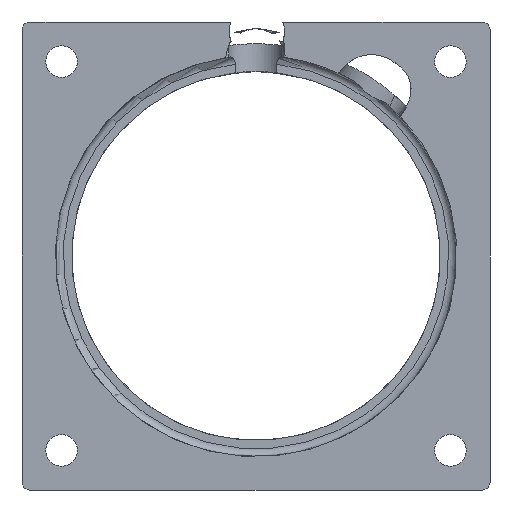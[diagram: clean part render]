
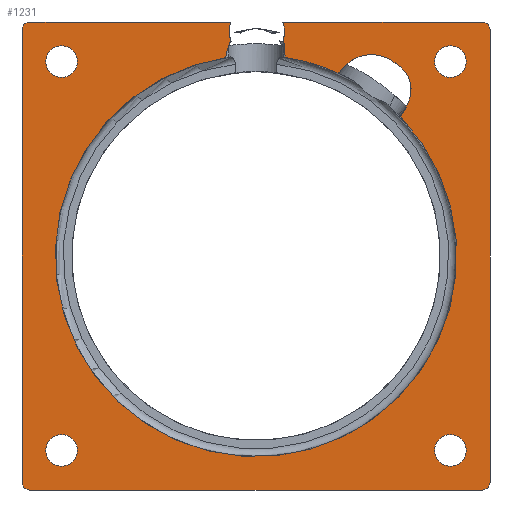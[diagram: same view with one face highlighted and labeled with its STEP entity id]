
A CAD part, front view. The second image highlights one B-rep face of the part: STEP entity #1231.
In plain terms, the highlighted planar face has unit normal (0, -1, 0).
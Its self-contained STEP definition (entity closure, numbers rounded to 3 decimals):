
#27=FACE_BOUND('',#254,.T.);
#28=FACE_BOUND('',#255,.T.);
#29=FACE_BOUND('',#256,.T.);
#30=FACE_BOUND('',#257,.T.);
#46=LINE('',#2116,#97);
#47=LINE('',#2120,#98);
#48=LINE('',#2124,#99);
#49=LINE('',#2128,#100);
#50=LINE('',#2131,#101);
#97=VECTOR('',#1534,10.);
#98=VECTOR('',#1537,10.);
#99=VECTOR('',#1540,10.);
#100=VECTOR('',#1543,10.);
#101=VECTOR('',#1546,10.);
#152=PLANE('',#1342);
#180=FACE_OUTER_BOUND('',#253,.T.);
#253=EDGE_LOOP('',(#869,#870,#871,#872,#873,#874,#875,#876,#877,#878,#879,
#880,#881,#882,#883,#884,#885,#886,#887,#888));
#254=EDGE_LOOP('',(#889));
#255=EDGE_LOOP('',(#890));
#256=EDGE_LOOP('',(#891));
#257=EDGE_LOOP('',(#892));
#322=ELLIPSE('',#1309,4.359,3.5);
#326=ELLIPSE('',#1318,4.359,3.5);
#328=ELLIPSE('',#1336,3.583,3.5);
#329=ELLIPSE('',#1338,3.583,3.5);
#345=CIRCLE('',#1330,3.75);
#346=CIRCLE('',#1332,3.75);
#350=CIRCLE('',#1343,1.);
#351=CIRCLE('',#1344,1.);
#352=CIRCLE('',#1345,1.);
#353=CIRCLE('',#1346,1.);
#354=CIRCLE('',#1347,25.3);
#355=CIRCLE('',#1348,4.75);
#356=CIRCLE('',#1349,3.75);
#357=CIRCLE('',#1350,4.75);
#358=CIRCLE('',#1351,25.3);
#359=CIRCLE('',#1352,2.);
#360=CIRCLE('',#1353,2.);
#361=CIRCLE('',#1354,2.);
#362=CIRCLE('',#1355,2.);
#469=VERTEX_POINT('',#1806);
#473=VERTEX_POINT('',#1828);
#480=VERTEX_POINT('',#1872);
#481=VERTEX_POINT('',#1881);
#502=VERTEX_POINT('',#2013);
#503=VERTEX_POINT('',#2017);
#508=VERTEX_POINT('',#2044);
#509=VERTEX_POINT('',#2048);
#513=VERTEX_POINT('',#2115);
#514=VERTEX_POINT('',#2117);
#515=VERTEX_POINT('',#2119);
#516=VERTEX_POINT('',#2121);
#517=VERTEX_POINT('',#2123);
#518=VERTEX_POINT('',#2125);
#519=VERTEX_POINT('',#2127);
#520=VERTEX_POINT('',#2129);
#521=VERTEX_POINT('',#2132);
#522=VERTEX_POINT('',#2134);
#523=VERTEX_POINT('',#2136);
#524=VERTEX_POINT('',#2138);
#525=VERTEX_POINT('',#2141);
#526=VERTEX_POINT('',#2143);
#527=VERTEX_POINT('',#2145);
#528=VERTEX_POINT('',#2147);
#598=EDGE_CURVE('',#469,#473,#322,.T.);
#608=EDGE_CURVE('',#481,#480,#326,.T.);
#633=EDGE_CURVE('',#473,#502,#345,.T.);
#634=EDGE_CURVE('',#503,#481,#346,.T.);
#641=EDGE_CURVE('',#480,#508,#328,.T.);
#642=EDGE_CURVE('',#509,#469,#329,.T.);
#649=EDGE_CURVE('',#513,#508,#46,.T.);
#650=EDGE_CURVE('',#514,#513,#350,.T.);
#651=EDGE_CURVE('',#515,#514,#47,.T.);
#652=EDGE_CURVE('',#516,#515,#351,.T.);
#653=EDGE_CURVE('',#517,#516,#48,.T.);
#654=EDGE_CURVE('',#518,#517,#352,.T.);
#655=EDGE_CURVE('',#519,#518,#49,.T.);
#656=EDGE_CURVE('',#520,#519,#353,.T.);
#657=EDGE_CURVE('',#509,#520,#50,.T.);
#658=EDGE_CURVE('',#502,#521,#354,.T.);
#659=EDGE_CURVE('',#521,#522,#355,.T.);
#660=EDGE_CURVE('',#522,#523,#356,.T.);
#661=EDGE_CURVE('',#523,#524,#357,.T.);
#662=EDGE_CURVE('',#524,#503,#358,.T.);
#663=EDGE_CURVE('',#525,#525,#359,.T.);
#664=EDGE_CURVE('',#526,#526,#360,.T.);
#665=EDGE_CURVE('',#527,#527,#361,.T.);
#666=EDGE_CURVE('',#528,#528,#362,.T.);
#869=ORIENTED_EDGE('',*,*,#608,.T.);
#870=ORIENTED_EDGE('',*,*,#641,.T.);
#871=ORIENTED_EDGE('',*,*,#649,.F.);
#872=ORIENTED_EDGE('',*,*,#650,.F.);
#873=ORIENTED_EDGE('',*,*,#651,.F.);
#874=ORIENTED_EDGE('',*,*,#652,.F.);
#875=ORIENTED_EDGE('',*,*,#653,.F.);
#876=ORIENTED_EDGE('',*,*,#654,.F.);
#877=ORIENTED_EDGE('',*,*,#655,.F.);
#878=ORIENTED_EDGE('',*,*,#656,.F.);
#879=ORIENTED_EDGE('',*,*,#657,.F.);
#880=ORIENTED_EDGE('',*,*,#642,.T.);
#881=ORIENTED_EDGE('',*,*,#598,.T.);
#882=ORIENTED_EDGE('',*,*,#633,.T.);
#883=ORIENTED_EDGE('',*,*,#658,.T.);
#884=ORIENTED_EDGE('',*,*,#659,.T.);
#885=ORIENTED_EDGE('',*,*,#660,.T.);
#886=ORIENTED_EDGE('',*,*,#661,.T.);
#887=ORIENTED_EDGE('',*,*,#662,.T.);
#888=ORIENTED_EDGE('',*,*,#634,.T.);
#889=ORIENTED_EDGE('',*,*,#663,.T.);
#890=ORIENTED_EDGE('',*,*,#664,.T.);
#891=ORIENTED_EDGE('',*,*,#665,.T.);
#892=ORIENTED_EDGE('',*,*,#666,.T.);
#1231=ADVANCED_FACE('',(#180,#27,#28,#29,#30),#152,.F.);
#1309=AXIS2_PLACEMENT_3D('',#1837,#1462,#1463);
#1318=AXIS2_PLACEMENT_3D('',#1882,#1480,#1481);
#1330=AXIS2_PLACEMENT_3D('',#2015,#1506,#1507);
#1332=AXIS2_PLACEMENT_3D('',#2018,#1510,#1511);
#1336=AXIS2_PLACEMENT_3D('',#2046,#1520,#1521);
#1338=AXIS2_PLACEMENT_3D('',#2049,#1524,#1525);
#1342=AXIS2_PLACEMENT_3D('',#2114,#1532,#1533);
#1343=AXIS2_PLACEMENT_3D('',#2118,#1535,#1536);
#1344=AXIS2_PLACEMENT_3D('',#2122,#1538,#1539);
#1345=AXIS2_PLACEMENT_3D('',#2126,#1541,#1542);
#1346=AXIS2_PLACEMENT_3D('',#2130,#1544,#1545);
#1347=AXIS2_PLACEMENT_3D('',#2133,#1547,#1548);
#1348=AXIS2_PLACEMENT_3D('',#2135,#1549,#1550);
#1349=AXIS2_PLACEMENT_3D('',#2137,#1551,#1552);
#1350=AXIS2_PLACEMENT_3D('',#2139,#1553,#1554);
#1351=AXIS2_PLACEMENT_3D('',#2140,#1555,#1556);
#1352=AXIS2_PLACEMENT_3D('',#2142,#1557,#1558);
#1353=AXIS2_PLACEMENT_3D('',#2144,#1559,#1560);
#1354=AXIS2_PLACEMENT_3D('',#2146,#1561,#1562);
#1355=AXIS2_PLACEMENT_3D('',#2148,#1563,#1564);
#1462=DIRECTION('center_axis',(0.,1.,0.));
#1463=DIRECTION('ref_axis',(0.005,0.,1.));
#1480=DIRECTION('center_axis',(0.,1.,0.));
#1481=DIRECTION('ref_axis',(0.005,0.,1.));
#1506=DIRECTION('center_axis',(0.,1.,0.));
#1507=DIRECTION('ref_axis',(0.,0.,-1.));
#1510=DIRECTION('center_axis',(0.,1.,0.));
#1511=DIRECTION('ref_axis',(0.,0.,-1.));
#1520=DIRECTION('center_axis',(0.,1.,0.));
#1521=DIRECTION('ref_axis',(0.004,0.,1.));
#1524=DIRECTION('center_axis',(0.,1.,0.));
#1525=DIRECTION('ref_axis',(0.004,0.,1.));
#1532=DIRECTION('center_axis',(0.,1.,0.));
#1533=DIRECTION('ref_axis',(1.,0.,0.));
#1534=DIRECTION('',(1.,0.,0.));
#1535=DIRECTION('center_axis',(0.,1.,0.));
#1536=DIRECTION('ref_axis',(-0.707,0.,0.707));
#1537=DIRECTION('',(0.,0.,1.));
#1538=DIRECTION('center_axis',(0.,1.,0.));
#1539=DIRECTION('ref_axis',(-0.707,0.,-0.707));
#1540=DIRECTION('',(-1.,0.,0.));
#1541=DIRECTION('center_axis',(0.,1.,0.));
#1542=DIRECTION('ref_axis',(0.707,0.,-0.707));
#1543=DIRECTION('',(0.,0.,-1.));
#1544=DIRECTION('center_axis',(0.,1.,0.));
#1545=DIRECTION('ref_axis',(0.707,0.,0.707));
#1546=DIRECTION('',(1.,0.,0.));
#1547=DIRECTION('center_axis',(0.,1.,0.));
#1548=DIRECTION('ref_axis',(0.,0.,-1.));
#1549=DIRECTION('center_axis',(0.,1.,0.));
#1550=DIRECTION('ref_axis',(0.,0.,-1.));
#1551=DIRECTION('center_axis',(0.,1.,0.));
#1552=DIRECTION('ref_axis',(0.,0.,-1.));
#1553=DIRECTION('center_axis',(0.,1.,0.));
#1554=DIRECTION('ref_axis',(0.,0.,-1.));
#1555=DIRECTION('center_axis',(0.,1.,0.));
#1556=DIRECTION('ref_axis',(0.,0.,-1.));
#1557=DIRECTION('center_axis',(0.,1.,0.));
#1558=DIRECTION('ref_axis',(0.,0.,-1.));
#1559=DIRECTION('center_axis',(0.,1.,0.));
#1560=DIRECTION('ref_axis',(0.,0.,-1.));
#1561=DIRECTION('center_axis',(0.,1.,0.));
#1562=DIRECTION('ref_axis',(0.,0.,-1.));
#1563=DIRECTION('center_axis',(0.,1.,0.));
#1564=DIRECTION('ref_axis',(0.,0.,-1.));
#1806=CARTESIAN_POINT('',(3.461,0.,27.228));
#1828=CARTESIAN_POINT('',(3.616,0.,25.653));
#1837=CARTESIAN_POINT('Origin',(0.123,0.,25.91));
#1872=CARTESIAN_POINT('',(-3.225,0.,27.175));
#1881=CARTESIAN_POINT('',(-3.31,0.,26.753));
#1882=CARTESIAN_POINT('Origin',(0.123,0.,25.91));
#2013=CARTESIAN_POINT('',(3.692,0.,25.029));
#2015=CARTESIAN_POINT('Origin',(-0.056,0.,24.89));
#2017=CARTESIAN_POINT('',(-3.804,0.,25.012));
#2018=CARTESIAN_POINT('Origin',(-0.056,0.,24.89));
#2044=CARTESIAN_POINT('',(-3.174,0.,29.5));
#2046=CARTESIAN_POINT('Origin',(0.11,0.,28.263));
#2048=CARTESIAN_POINT('',(3.395,0.,29.5));
#2049=CARTESIAN_POINT('Origin',(0.11,0.,28.263));
#2114=CARTESIAN_POINT('Origin',(0.,0.,0.));
#2115=CARTESIAN_POINT('',(-28.5,0.,29.5));
#2116=CARTESIAN_POINT('',(-29.5,0.,29.5));
#2117=CARTESIAN_POINT('',(-29.5,0.,28.5));
#2118=CARTESIAN_POINT('Origin',(-28.5,0.,28.5));
#2119=CARTESIAN_POINT('',(-29.5,0.,-28.5));
#2120=CARTESIAN_POINT('',(-29.5,0.,-29.5));
#2121=CARTESIAN_POINT('',(-28.5,0.,-29.5));
#2122=CARTESIAN_POINT('Origin',(-28.5,0.,-28.5));
#2123=CARTESIAN_POINT('',(28.5,0.,-29.5));
#2124=CARTESIAN_POINT('',(29.5,0.,-29.5));
#2125=CARTESIAN_POINT('',(29.5,0.,-28.5));
#2126=CARTESIAN_POINT('Origin',(28.5,0.,-28.5));
#2127=CARTESIAN_POINT('',(29.5,0.,28.5));
#2128=CARTESIAN_POINT('',(29.5,0.,29.5));
#2129=CARTESIAN_POINT('',(28.5,0.,29.5));
#2130=CARTESIAN_POINT('Origin',(28.5,0.,28.5));
#2131=CARTESIAN_POINT('',(-29.5,0.,29.5));
#2132=CARTESIAN_POINT('',(10.467,0.,23.033));
#2133=CARTESIAN_POINT('Origin',(0.,0.,0.));
#2134=CARTESIAN_POINT('',(17.684,0.,24.223));
#2135=CARTESIAN_POINT('Origin',(14.569,0.,20.638));
#2136=CARTESIAN_POINT('',(19.103,0.,19.225));
#2137=CARTESIAN_POINT('Origin',(15.793,0.,20.986));
#2138=CARTESIAN_POINT('',(18.199,0.,17.575));
#2139=CARTESIAN_POINT('Origin',(14.569,0.,20.638));
#2140=CARTESIAN_POINT('Origin',(0.,0.,0.));
#2141=CARTESIAN_POINT('',(24.5,0.,-22.5));
#2142=CARTESIAN_POINT('Origin',(24.5,0.,-24.5));
#2143=CARTESIAN_POINT('',(-24.5,0.,-22.5));
#2144=CARTESIAN_POINT('Origin',(-24.5,0.,-24.5));
#2145=CARTESIAN_POINT('',(24.5,0.,26.5));
#2146=CARTESIAN_POINT('Origin',(24.5,0.,24.5));
#2147=CARTESIAN_POINT('',(-24.5,0.,26.5));
#2148=CARTESIAN_POINT('Origin',(-24.5,0.,24.5));
